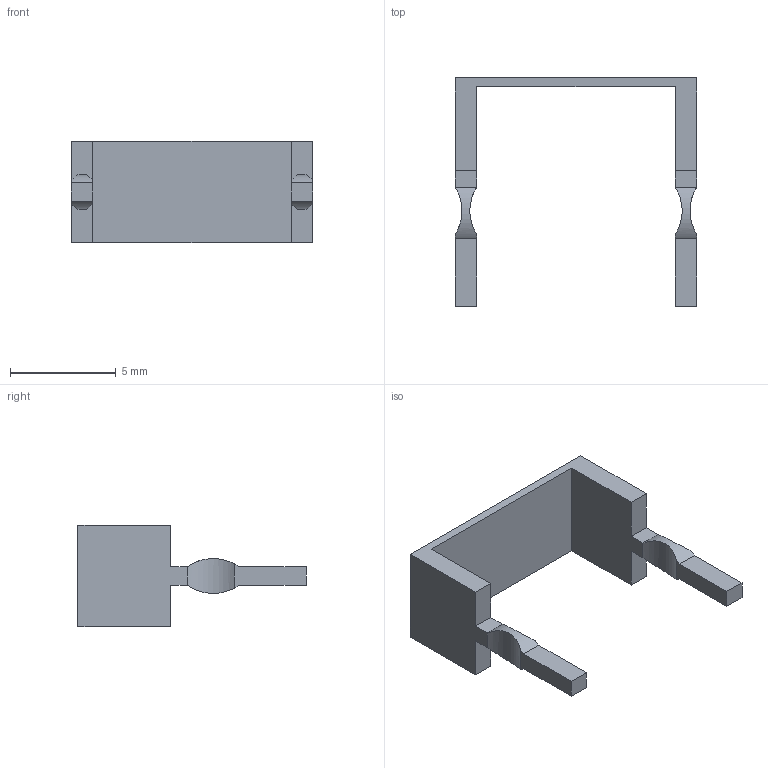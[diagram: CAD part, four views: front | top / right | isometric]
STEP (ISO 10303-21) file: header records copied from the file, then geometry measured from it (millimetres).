
FILE_DESCRIPTION((''),'2;1');
FILE_NAME('PWR4412-2S','2012-08-24T',('ryans'),('Bourns, Inc.'),'PRO/ENGINEER BY PARAMETRIC TECHNOLOGY CORPORATION, 2010100','PRO/ENGINEER BY PARAMETRIC TECHNOLOGY CORPORATION, 2010100','');
FILE_SCHEMA(('CONFIG_CONTROL_DESIGN'));
Length unit declared in the file: millimetre
Products named in the file (1): PWR4412-2S
Bounding box: 11.43 x 10.8 x 4.8 mm (x, y, z)
Volume: 71.9 mm3; surface area: 266 mm2
Topology: 1 solids, 1 shells, 34 faces, 88 edges, 56 vertices
Faces by surface type: plane 26, cylinder 8
Entity records: 1162 total; most frequent: CARTESIAN_POINT 302, ORIENTED_EDGE 176, DIRECTION 156, EDGE_CURVE 88, VECTOR 72, LINE 72, VERTEX_POINT 56, AXIS2_PLACEMENT_3D 42
